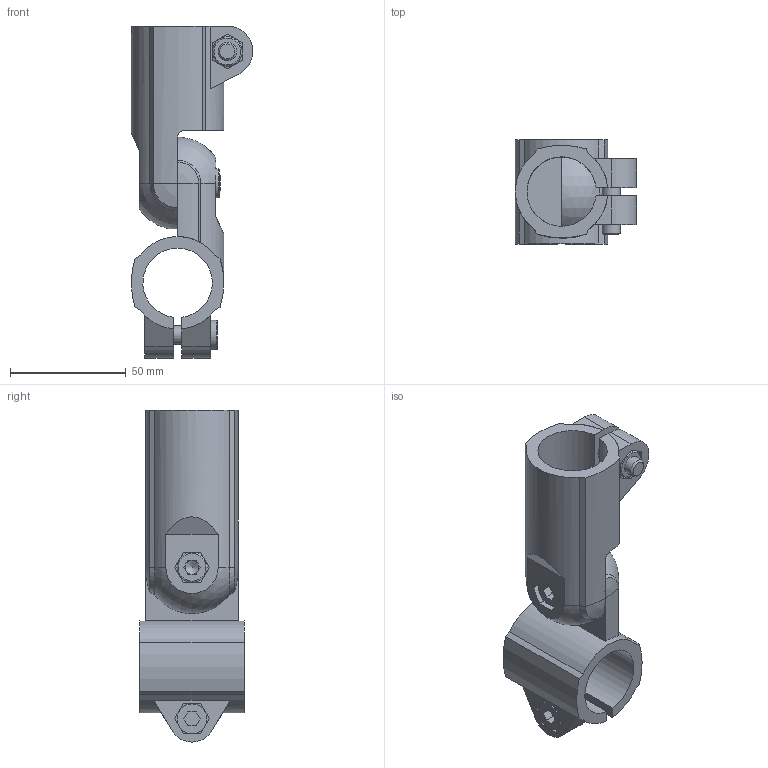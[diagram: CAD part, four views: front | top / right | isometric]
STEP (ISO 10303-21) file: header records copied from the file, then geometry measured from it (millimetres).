
FILE_DESCRIPTION( ( 'STEP AP214' ), '1' );
FILE_NAME( 'K0488.30.stp', '2020-12-08T10:27:43', ( '' ), ( '' ), ' ', 'PARTsolutions', ' ' );
FILE_SCHEMA( ( 'AUTOMOTIVE_DESIGN { 1 0 10303 214 1 1 1 1 }' ) );
Length unit declared in the file: millimetre
Products named in the file (5): K0488.30; _K0488.30_a; _K0486.30; _K1148.208; _K0869.08X25
Assembly tree (4 placements, depth 2):
  K0488.30
    _K0488.30_a
    _K0486.30
    _K1148.208
    _K0869.08X25
Bounding box: 52.46 x 45 x 143.5 mm (x, y, z)
Volume: 106969.6 mm3; surface area: 40959.8 mm2
Topology: 4 solids, 4 shells, 271 faces, 701 edges, 451 vertices
Faces by surface type: plane 162, cylinder 55, cone 41, torus 7, sphere 6
Full cylindrical faces by diameter (mm): 6.647 x1, 8 x5, 8.1 x2, 8.5 x4, 12.6 x3, 12.9 x2, 13 x1, 28.2 x2, 34.8 x2
Entity records: 10418 total; most frequent: CARTESIAN_POINT 1765, DIRECTION 1326, ORIENTED_EDGE 1290, EDGE_CURVE 645, AXIS2_PLACEMENT_3D 481, VERTEX_POINT 436, LINE 364, VECTOR 364
